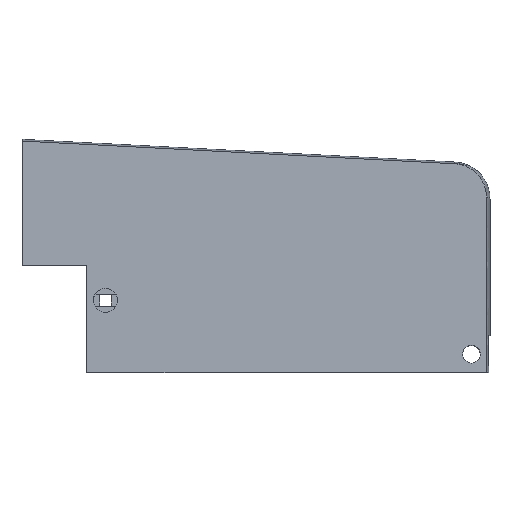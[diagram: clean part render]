
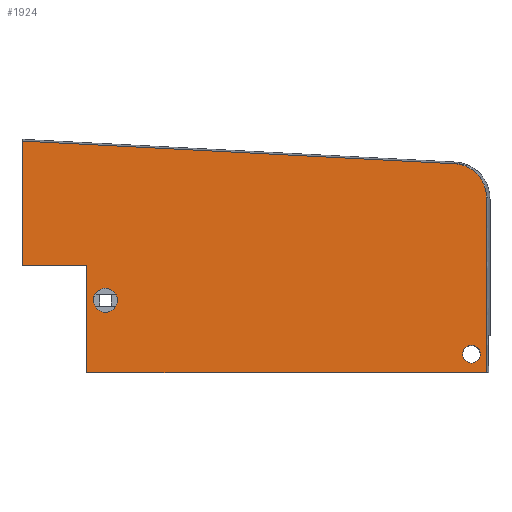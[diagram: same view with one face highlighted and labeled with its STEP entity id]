
A CAD part, front view. The second image highlights one B-rep face of the part: STEP entity #1924.
In plain terms, the highlighted planar face has unit normal (0.002, -0.999, 0.044).
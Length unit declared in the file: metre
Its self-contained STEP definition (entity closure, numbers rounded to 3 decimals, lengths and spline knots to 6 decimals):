
#12=CIRCLE('',#2007,0.0024);
#18=ELLIPSE('',#2019,0.003253,0.00325);
#74=PLANE('',#2027);
#142=B_SPLINE_CURVE_WITH_KNOTS('',3,(#3119,#3120,#3121,#3122),
 .UNSPECIFIED.,.F.,.F.,(4,4),(0.,1.),.UNSPECIFIED.);
#145=B_SPLINE_CURVE_WITH_KNOTS('',3,(#3181,#3182,#3183,#3184,#3185,#3186,
#3187),.UNSPECIFIED.,.F.,.F.,(4,1,1,1,4),(0.,0.25,0.5,0.75,1.),
 .UNSPECIFIED.);
#148=B_SPLINE_CURVE_WITH_KNOTS('',3,(#3223,#3224,#3225,#3226),
 .UNSPECIFIED.,.F.,.F.,(4,4),(0.,1.),.UNSPECIFIED.);
#574=ORIENTED_EDGE('',*,*,#915,.T.);
#575=ORIENTED_EDGE('',*,*,#943,.T.);
#576=ORIENTED_EDGE('',*,*,#906,.T.);
#577=ORIENTED_EDGE('',*,*,#903,.T.);
#578=ORIENTED_EDGE('',*,*,#938,.T.);
#579=ORIENTED_EDGE('',*,*,#955,.T.);
#580=ORIENTED_EDGE('',*,*,#961,.T.);
#581=ORIENTED_EDGE('',*,*,#957,.T.);
#582=ORIENTED_EDGE('',*,*,#909,.T.);
#903=EDGE_CURVE('',#1131,#1134,#142,.T.);
#906=EDGE_CURVE('',#1135,#1131,#145,.T.);
#909=EDGE_CURVE('',#1139,#1135,#148,.T.);
#915=EDGE_CURVE('',#1142,#1142,#12,.T.);
#938=EDGE_CURVE('',#1134,#1159,#1344,.F.);
#943=EDGE_CURVE('',#1160,#1160,#18,.T.);
#955=EDGE_CURVE('',#1159,#1168,#1357,.F.);
#957=EDGE_CURVE('',#1170,#1139,#1359,.F.);
#961=EDGE_CURVE('',#1168,#1170,#1363,.F.);
#1131=VERTEX_POINT('',#3084);
#1134=VERTEX_POINT('',#3118);
#1135=VERTEX_POINT('',#3160);
#1139=VERTEX_POINT('',#3227);
#1142=VERTEX_POINT('',#3244);
#1159=VERTEX_POINT('',#3289);
#1160=VERTEX_POINT('',#3297);
#1168=VERTEX_POINT('',#3321);
#1170=VERTEX_POINT('',#3327);
#1344=LINE('',#3290,#1547);
#1357=LINE('',#3322,#1560);
#1359=LINE('',#3326,#1562);
#1363=LINE('',#3334,#1566);
#1547=VECTOR('',#2294,1.);
#1560=VECTOR('',#2327,1.);
#1562=VECTOR('',#2331,1.);
#1566=VECTOR('',#2339,1.);
#1678=EDGE_LOOP('',(#574));
#1679=EDGE_LOOP('',(#575));
#1680=EDGE_LOOP('',(#576,#577,#578,#579,#580,#581,#582));
#1790=FACE_BOUND('',#1678,.T.);
#1791=FACE_BOUND('',#1679,.T.);
#1792=FACE_BOUND('',#1680,.T.);
#1924=ADVANCED_FACE('',(#1790,#1791,#1792),#74,.F.);
#2007=AXIS2_PLACEMENT_3D('',#3243,#2257,#2258);
#2019=AXIS2_PLACEMENT_3D('',#3296,#2304,#2305);
#2027=AXIS2_PLACEMENT_3D('',#3333,#2337,#2338);
#2257=DIRECTION('',(-0.002,0.999,-0.044));
#2258=DIRECTION('',(0.,0.044,0.999));
#2294=DIRECTION('',(0.,0.044,0.999));
#2304=DIRECTION('',(-0.002,0.999,-0.044));
#2305=DIRECTION('',(0.052,0.044,0.998));
#2327=DIRECTION('',(-1.,-0.002,0.));
#2331=DIRECTION('',(-1.,-0.002,0.));
#2337=DIRECTION('',(-0.002,0.999,-0.044));
#2338=DIRECTION('',(-1.,-0.002,0.));
#2339=DIRECTION('',(0.,0.044,0.999));
#3084=CARTESIAN_POINT('',(-0.009501,-0.026521,0.046334));
#3118=CARTESIAN_POINT('',(-0.126185,-0.026521,0.05245));
#3119=CARTESIAN_POINT('',(-0.009501,-0.026521,0.046334));
#3120=CARTESIAN_POINT('',(-0.048396,-0.026521,0.048373));
#3121=CARTESIAN_POINT('',(-0.08729,-0.026521,0.050411));
#3122=CARTESIAN_POINT('',(-0.126185,-0.026521,0.05245));
#3160=CARTESIAN_POINT('',(-0.000972,-0.0269,0.037347));
#3181=CARTESIAN_POINT('',(-0.000972,-0.0269,0.037347));
#3182=CARTESIAN_POINT('',(-0.000972,-0.026849,0.038499));
#3183=CARTESIAN_POINT('',(-0.00141,-0.02675,0.040756));
#3184=CARTESIAN_POINT('',(-0.003283,-0.026624,0.043694));
#3185=CARTESIAN_POINT('',(-0.006119,-0.02654,0.045719));
#3186=CARTESIAN_POINT('',(-0.00835,-0.026521,0.046274));
#3187=CARTESIAN_POINT('',(-0.009501,-0.026521,0.046334));
#3223=CARTESIAN_POINT('',(-0.000972,-0.029002,-0.01));
#3224=CARTESIAN_POINT('',(-0.000972,-0.028302,0.005782));
#3225=CARTESIAN_POINT('',(-0.000972,-0.027601,0.021564));
#3226=CARTESIAN_POINT('',(-0.000972,-0.0269,0.037347));
#3227=CARTESIAN_POINT('',(-0.000972,-0.029002,-0.01));
#3243=CARTESIAN_POINT('',(-0.005,-0.02879,-0.005004));
#3244=CARTESIAN_POINT('',(-0.005,-0.028683,-0.002607));
#3289=CARTESIAN_POINT('',(-0.126185,-0.028006,0.019));
#3290=CARTESIAN_POINT('',(-0.126185,-0.027542,0.029444));
#3296=CARTESIAN_POINT('',(-0.103685,-0.028375,0.0095));
#3297=CARTESIAN_POINT('',(-0.103515,-0.028231,0.012746));
#3321=CARTESIAN_POINT('',(-0.108685,-0.027965,0.019));
#3322=CARTESIAN_POINT('',(-0.093637,-0.02793,0.019));
#3326=CARTESIAN_POINT('',(-0.036224,-0.029084,-0.01));
#3327=CARTESIAN_POINT('',(-0.108685,-0.029253,-0.01));
#3333=CARTESIAN_POINT('',(-0.036228,-0.027333,0.029435));
#3334=CARTESIAN_POINT('',(-0.108685,-0.027657,0.02594));
